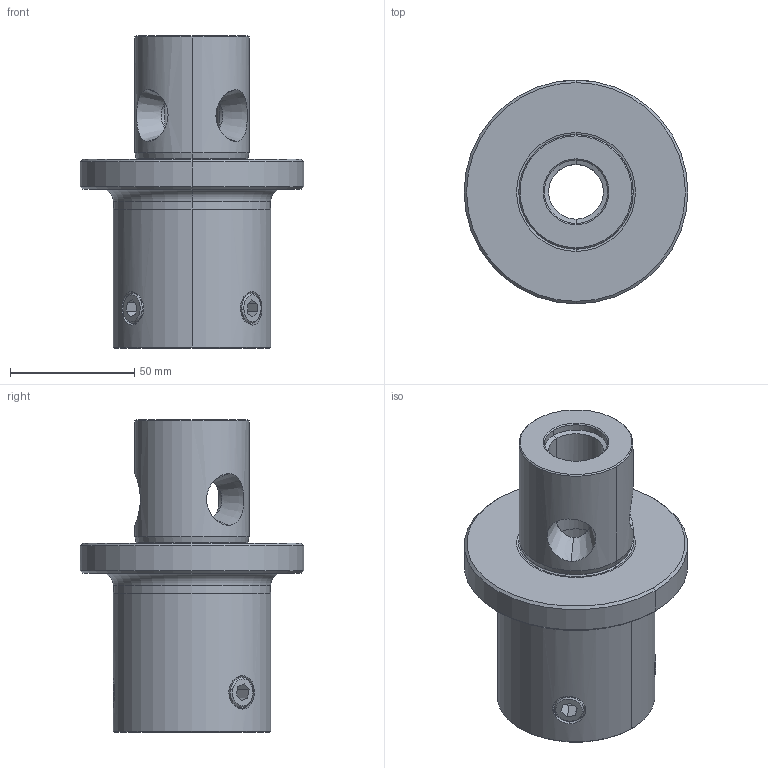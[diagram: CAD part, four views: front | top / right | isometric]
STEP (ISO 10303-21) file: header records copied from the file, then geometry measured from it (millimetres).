
FILE_DESCRIPTION(('no description'),'unknown implementation level');
FILE_NAME('66B49BB1-7984-4E77-A1E1-3915181D1EBA_export.stp',' ',('CIMSOURCE GmbH'),('CADClick - KiM GmbH - www.kimweb.de'),'unknown preprocess','ACIS','unknown authorization');
FILE_SCHEMA(('automotive_design'));
Length unit declared in the file: millimetre
Products named in the file (4): 332.765N Kaiser CKN7 X CKN6 X 130|690.436 Kaiser ETL M12 X 18 CK6;Schnitt-Linear austragen2; 332.765N Kaiser CKN7 X CKN6 X 130|332.765N Kaiser CKN7 X CKN6 X 130;NONE
Bounding box: 90 x 90 x 125.7 mm (x, y, z)
Volume: 265349.9 mm3; surface area: 55158.5 mm2
Topology: 4 solids, 5 shells, 215 faces, 491 edges, 280 vertices
Faces by surface type: cone 74, cylinder 70, plane 63, torus 8
Entity records: 12596 total; most frequent: CARTESIAN_POINT 2195, DIRECTION 1053, STYLED_ITEM 978, PRESENTATION_STYLE_ASSIGNMENT 978, COLOUR_RGB 978, ORIENTED_EDGE 958, EDGE_CURVE 479, CURVE_STYLE 479
